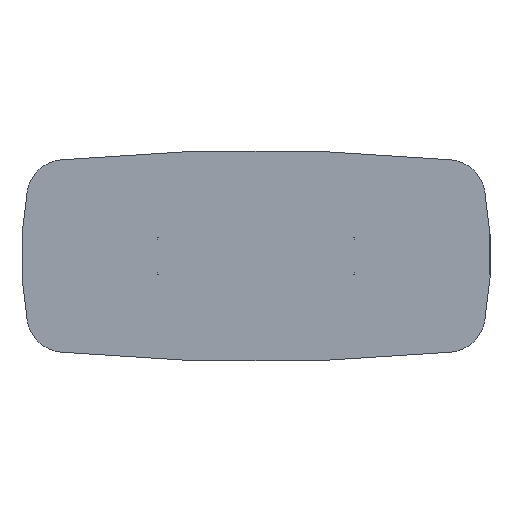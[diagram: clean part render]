
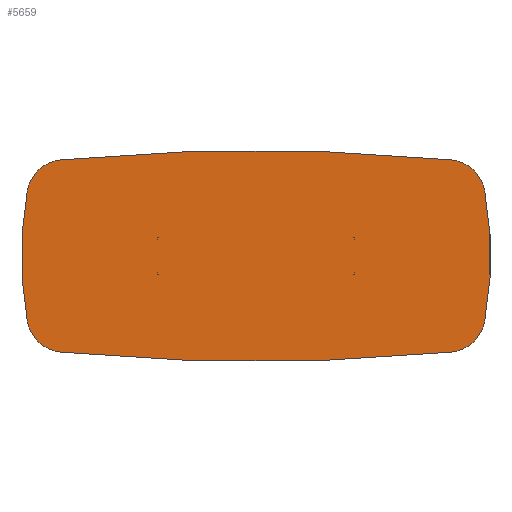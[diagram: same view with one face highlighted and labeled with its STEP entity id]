
A CAD part, front view. The second image highlights one B-rep face of the part: STEP entity #5659.
In plain terms, the highlighted planar face has unit normal (0, -1, 0).
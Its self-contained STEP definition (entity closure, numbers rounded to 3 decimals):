
#4700=CARTESIAN_POINT('',(-543.578,0.,0.));
#4701=DIRECTION('',(0.,1.,0.));
#4702=DIRECTION('',(0.984,0.,0.179));
#4703=AXIS2_PLACEMENT_3D('',#4700,#4701,#4702);
#4705=CARTESIAN_POINT('',(814.291,0.,-247.403));
#4706=DIRECTION('',(0.,1.,0.));
#4707=DIRECTION('',(0.984,0.,-0.179));
#4708=AXIS2_PLACEMENT_3D('',#4705,#4706,#4707);
#4710=CARTESIAN_POINT('',(0.,0.,8181.25));
#4711=DIRECTION('',(0.,1.,0.));
#4712=DIRECTION('',(0.096,0.,-0.995));
#4713=AXIS2_PLACEMENT_3D('',#4710,#4711,#4712);
#4715=CARTESIAN_POINT('',(-814.291,0.,-247.403));
#4716=DIRECTION('',(0.,1.,0.));
#4717=DIRECTION('',(-0.096,0.,-0.995));
#4718=AXIS2_PLACEMENT_3D('',#4715,#4716,#4717);
#4720=CARTESIAN_POINT('',(543.578,0.,0.));
#4721=DIRECTION('',(0.,1.,0.));
#4722=DIRECTION('',(-0.984,0.,-0.179));
#4723=AXIS2_PLACEMENT_3D('',#4720,#4721,#4722);
#4725=CARTESIAN_POINT('',(-814.291,0.,247.403));
#4726=DIRECTION('',(0.,1.,0.));
#4727=DIRECTION('',(-0.984,0.,0.179));
#4728=AXIS2_PLACEMENT_3D('',#4725,#4726,#4727);
#4730=CARTESIAN_POINT('',(0.,0.,-8181.25));
#4731=DIRECTION('',(0.,1.,0.));
#4732=DIRECTION('',(-0.096,0.,0.995));
#4733=AXIS2_PLACEMENT_3D('',#4730,#4731,#4732);
#4735=CARTESIAN_POINT('',(814.291,0.,247.403));
#4736=DIRECTION('',(0.,1.,0.));
#4737=DIRECTION('',(0.096,0.,0.995));
#4738=AXIS2_PLACEMENT_3D('',#4735,#4736,#4737);
#5428=CARTESIAN_POINT('',(975.,0.,276.684));
#5429=CARTESIAN_POINT('',(975.,0.,-276.684));
#5430=VERTEX_POINT('',#5428);
#5431=VERTEX_POINT('',#5429);
#5432=CARTESIAN_POINT('',(830.,0.,-410.));
#5433=VERTEX_POINT('',#5432);
#5434=CARTESIAN_POINT('',(-830.,0.,-410.));
#5435=VERTEX_POINT('',#5434);
#5436=CARTESIAN_POINT('',(-975.,0.,-276.684));
#5437=VERTEX_POINT('',#5436);
#5438=CARTESIAN_POINT('',(-975.,0.,276.684));
#5439=VERTEX_POINT('',#5438);
#5440=CARTESIAN_POINT('',(-830.,0.,410.));
#5441=VERTEX_POINT('',#5440);
#5442=CARTESIAN_POINT('',(830.,0.,410.));
#5443=VERTEX_POINT('',#5442);
#5636=CARTESIAN_POINT('',(0.,0.,0.));
#5637=DIRECTION('',(0.,1.,0.));
#5638=DIRECTION('',(1.,0.,0.));
#5639=AXIS2_PLACEMENT_3D('',#5636,#5637,#5638);
#5640=PLANE('',#5639);
#5642=ORIENTED_EDGE('',*,*,#5641,.T.);
#5644=ORIENTED_EDGE('',*,*,#5643,.T.);
#5646=ORIENTED_EDGE('',*,*,#5645,.T.);
#5648=ORIENTED_EDGE('',*,*,#5647,.T.);
#5650=ORIENTED_EDGE('',*,*,#5649,.T.);
#5652=ORIENTED_EDGE('',*,*,#5651,.T.);
#5654=ORIENTED_EDGE('',*,*,#5653,.T.);
#5656=ORIENTED_EDGE('',*,*,#5655,.T.);
#5657=EDGE_LOOP('',(#5642,#5644,#5646,#5648,#5650,#5652,#5654,#5656));
#5658=FACE_OUTER_BOUND('',#5657,.F.);
#5659=ADVANCED_FACE('',(#5658),#5640,.F.);
#4704=CIRCLE('',#4703,1543.578);
#4709=CIRCLE('',#4708,163.354);
#4714=CIRCLE('',#4713,8631.25);
#4719=CIRCLE('',#4718,163.354);
#4724=CIRCLE('',#4723,1543.578);
#4729=CIRCLE('',#4728,163.354);
#4734=CIRCLE('',#4733,8631.25);
#4739=CIRCLE('',#4738,163.354);
#5641=EDGE_CURVE('',#5430,#5431,#4704,.T.);
#5643=EDGE_CURVE('',#5431,#5433,#4709,.T.);
#5645=EDGE_CURVE('',#5433,#5435,#4714,.T.);
#5647=EDGE_CURVE('',#5435,#5437,#4719,.T.);
#5649=EDGE_CURVE('',#5437,#5439,#4724,.T.);
#5651=EDGE_CURVE('',#5439,#5441,#4729,.T.);
#5653=EDGE_CURVE('',#5441,#5443,#4734,.T.);
#5655=EDGE_CURVE('',#5443,#5430,#4739,.T.);
